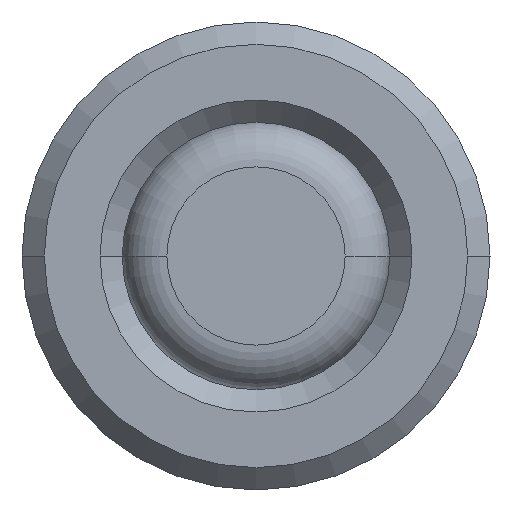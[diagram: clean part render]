
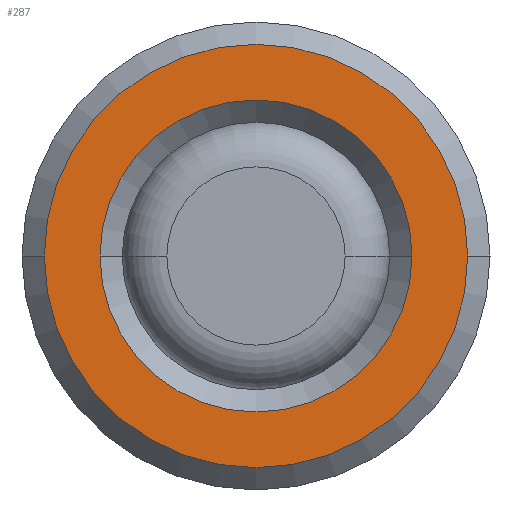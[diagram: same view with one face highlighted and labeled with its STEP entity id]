
A CAD part, left-side view. The second image highlights one B-rep face of the part: STEP entity #287.
In plain terms, the highlighted planar face has unit normal (-1, 0, 0).
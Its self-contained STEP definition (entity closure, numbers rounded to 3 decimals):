
#40=CARTESIAN_POINT('Vertex',(-56.,-131.917,102.4)) ;
#56=CARTESIAN_POINT('Vertex',(-56.,-145.917,102.4)) ;
#59=CARTESIAN_POINT('Axis2P3D Location',(-56.,-138.917,102.4)) ;
#81=CARTESIAN_POINT('Axis2P3D Location',(-56.,-138.917,102.4)) ;
#260=CARTESIAN_POINT('Axis2P3D Location',(-56.,-138.917,102.4)) ;
#265=CARTESIAN_POINT('Axis2P3D Location',(-56.,-138.917,102.4)) ;
#269=CARTESIAN_POINT('Vertex',(-56.,-129.417,102.4)) ;
#271=CARTESIAN_POINT('Vertex',(-56.,-148.417,102.4)) ;
#274=CARTESIAN_POINT('Axis2P3D Location',(-56.,-138.917,102.4)) ;
#60=DIRECTION('Axis2P3D Direction',(1.,0.,0.)) ;
#82=DIRECTION('Axis2P3D Direction',(1.,0.,0.)) ;
#261=DIRECTION('Axis2P3D Direction',(1.,0.,0.)) ;
#262=DIRECTION('Axis2P3D XDirection',(0.,1.,0.)) ;
#266=DIRECTION('Axis2P3D Direction',(1.,0.,0.)) ;
#275=DIRECTION('Axis2P3D Direction',(1.,0.,0.)) ;
#61=AXIS2_PLACEMENT_3D('Circle Axis2P3D',#59,#60,$) ;
#83=AXIS2_PLACEMENT_3D('Circle Axis2P3D',#81,#82,$) ;
#263=AXIS2_PLACEMENT_3D('Plane Axis2P3D',#260,#261,#262) ;
#267=AXIS2_PLACEMENT_3D('Circle Axis2P3D',#265,#266,$) ;
#276=AXIS2_PLACEMENT_3D('Circle Axis2P3D',#274,#275,$) ;
#62=CIRCLE('generated circle',#61,7.) ;
#84=CIRCLE('generated circle',#83,7.) ;
#268=CIRCLE('generated circle',#267,9.5) ;
#277=CIRCLE('generated circle',#276,9.5) ;
#264=PLANE('',#263) ;
#286=FACE_BOUND('',#283,.T.) ;
#63=EDGE_CURVE('',#41,#57,#62,.T.) ;
#85=EDGE_CURVE('',#57,#41,#84,.T.) ;
#273=EDGE_CURVE('',#270,#272,#268,.T.) ;
#278=EDGE_CURVE('',#272,#270,#277,.T.) ;
#279=EDGE_LOOP('',(#280,#281)) ;
#283=EDGE_LOOP('',(#284,#285)) ;
#280=ORIENTED_EDGE('',*,*,#273,.F.) ;
#281=ORIENTED_EDGE('',*,*,#278,.F.) ;
#284=ORIENTED_EDGE('',*,*,#63,.T.) ;
#285=ORIENTED_EDGE('',*,*,#85,.T.) ;
#41=VERTEX_POINT('',#40) ;
#57=VERTEX_POINT('',#56) ;
#270=VERTEX_POINT('',#269) ;
#272=VERTEX_POINT('',#271) ;
#287=ADVANCED_FACE('53952107.1\\PartBody',(#282,#286),#264,.F.) ;
#282=FACE_OUTER_BOUND('',#279,.T.) ;
